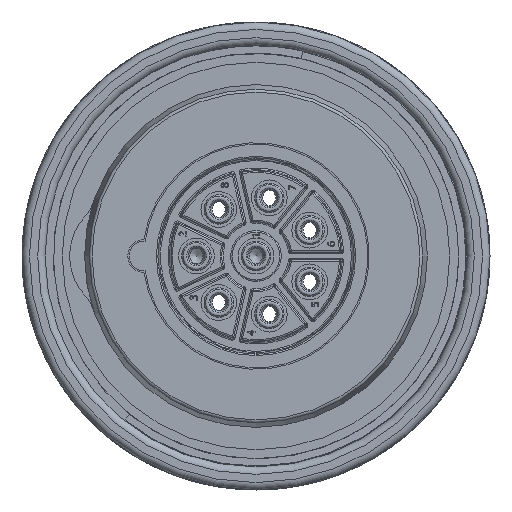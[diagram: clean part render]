
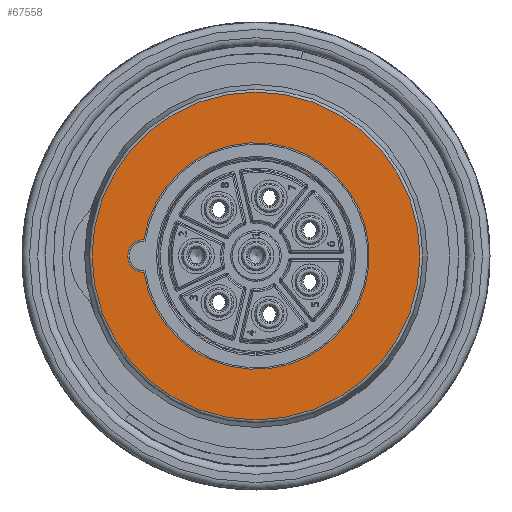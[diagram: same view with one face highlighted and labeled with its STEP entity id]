
A CAD part, left-side view. The second image highlights one B-rep face of the part: STEP entity #67558.
In plain terms, the highlighted planar face has unit normal (-1, 0, 0).
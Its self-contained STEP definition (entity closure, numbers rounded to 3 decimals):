
#3016=PLANE('',#71562);
#3303=FACE_OUTER_BOUND('',#8981,.T.);
#7262=CIRCLE('',#71552,7.6);
#7264=CIRCLE('',#71555,1.1);
#7268=CIRCLE('',#71563,10.998);
#7269=CIRCLE('',#71564,10.998);
#8555=FACE_BOUND('',#8982,.T.);
#8981=EDGE_LOOP('',(#41641,#41642));
#8982=EDGE_LOOP('',(#41643,#41644));
#23982=VERTEX_POINT('',#81307);
#23983=VERTEX_POINT('',#81308);
#23986=VERTEX_POINT('',#81324);
#23987=VERTEX_POINT('',#81325);
#30999=EDGE_CURVE('',#23982,#23983,#7262,.T.);
#31003=EDGE_CURVE('',#23983,#23982,#7264,.T.);
#31007=EDGE_CURVE('',#23986,#23987,#7268,.T.);
#31008=EDGE_CURVE('',#23987,#23986,#7269,.T.);
#41641=ORIENTED_EDGE('',*,*,#31007,.F.);
#41642=ORIENTED_EDGE('',*,*,#31008,.F.);
#41643=ORIENTED_EDGE('',*,*,#30999,.T.);
#41644=ORIENTED_EDGE('',*,*,#31003,.T.);
#67558=ADVANCED_FACE('',(#3303,#8555),#3016,.T.);
#71552=AXIS2_PLACEMENT_3D('',#81309,#74238,#74239);
#71555=AXIS2_PLACEMENT_3D('',#81316,#74246,#74247);
#71562=AXIS2_PLACEMENT_3D('',#81323,#74260,#74261);
#71563=AXIS2_PLACEMENT_3D('',#81326,#74262,#74263);
#71564=AXIS2_PLACEMENT_3D('',#81327,#74264,#74265);
#74238=DIRECTION('center_axis',(1.,0.,0.));
#74239=DIRECTION('ref_axis',(0.,-0.989,0.145));
#74246=DIRECTION('center_axis',(1.,0.,0.));
#74247=DIRECTION('ref_axis',(0.,-0.018,-1.));
#74260=DIRECTION('center_axis',(-1.,0.,0.));
#74261=DIRECTION('ref_axis',(0.,0.,1.));
#74262=DIRECTION('center_axis',(1.,0.,0.));
#74263=DIRECTION('ref_axis',(0.,-1.,0.));
#74264=DIRECTION('center_axis',(1.,0.,0.));
#74265=DIRECTION('ref_axis',(0.,-1.,0.));
#81307=CARTESIAN_POINT('',(0.,7.52,1.1));
#81308=CARTESIAN_POINT('',(0.,7.52,-1.1));
#81309=CARTESIAN_POINT('Origin',(0.,0.,0.));
#81316=CARTESIAN_POINT('Origin',(0.,7.5,0.));
#81323=CARTESIAN_POINT('Origin',(0.,11.5,0.));
#81324=CARTESIAN_POINT('',(0.,10.998,0.));
#81325=CARTESIAN_POINT('',(0.,0.,10.998));
#81326=CARTESIAN_POINT('Origin',(0.,0.,0.));
#81327=CARTESIAN_POINT('Origin',(0.,0.,0.));
